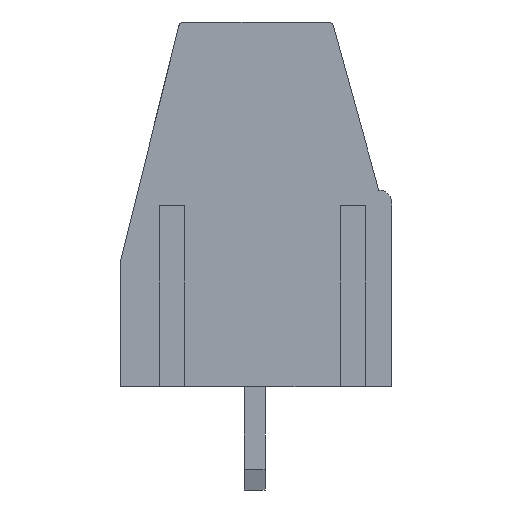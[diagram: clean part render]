
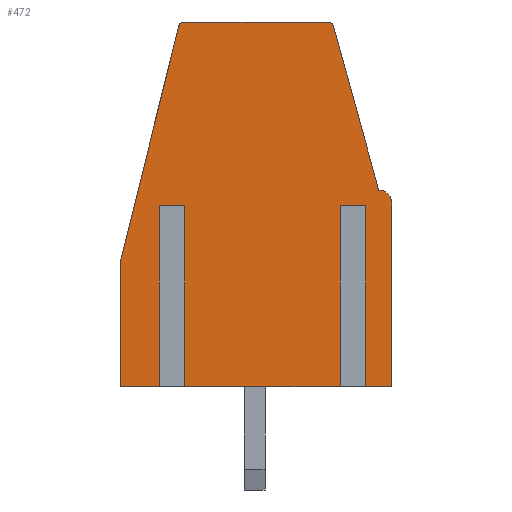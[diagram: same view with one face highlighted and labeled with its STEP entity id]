
A CAD part, left-side view. The second image highlights one B-rep face of the part: STEP entity #472.
In plain terms, the highlighted planar face has unit normal (-1, 0, 0).
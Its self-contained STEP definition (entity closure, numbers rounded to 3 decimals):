
#311 = VECTOR ( 'NONE', #20923, 1000. ) ;
#472 = ADVANCED_FACE ( 'NONE', ( #23504 ), #19803, .F. ) ;
#659 = DIRECTION ( 'NONE',  ( -1., 0., 0. ) ) ;
#1119 = LINE ( 'NONE', #16644, #2200 ) ;
#1159 = CARTESIAN_POINT ( 'NONE',  ( -4.336, -5.131, 20.15 ) ) ;
#1171 = VERTEX_POINT ( 'NONE', #21462 ) ;
#1259 = ORIENTED_EDGE ( 'NONE', *, *, #23784, .F. ) ;
#1273 = EDGE_CURVE ( 'NONE', #9409, #7140, #4365, .T. ) ;
#2019 = CARTESIAN_POINT ( 'NONE',  ( -4.336, -5.131, 13.05 ) ) ;
#2200 = VECTOR ( 'NONE', #24270, 1000. ) ;
#2305 = VECTOR ( 'NONE', #13019, 1000. ) ;
#2313 = ORIENTED_EDGE ( 'NONE', *, *, #8926, .T. ) ;
#2793 = EDGE_CURVE ( 'NONE', #3462, #24457, #4183, .T. ) ;
#2814 = ORIENTED_EDGE ( 'NONE', *, *, #18352, .T. ) ;
#2979 = CARTESIAN_POINT ( 'NONE',  ( -4.336, -3.364, 20.05 ) ) ;
#3052 = VECTOR ( 'NONE', #18985, 1000. ) ;
#3385 = VECTOR ( 'NONE', #6848, 1000. ) ;
#3462 = VERTEX_POINT ( 'NONE', #1159 ) ;
#3830 = CARTESIAN_POINT ( 'NONE',  ( -4.336, 2.912, 26.95 ) ) ;
#3950 = CARTESIAN_POINT ( 'NONE',  ( -4.336, 5.369, 17.85 ) ) ;
#3953 = VECTOR ( 'NONE', #18153, 1000. ) ;
#3971 = DIRECTION ( 'NONE',  ( -1., 0., 0. ) ) ;
#3991 = VECTOR ( 'NONE', #5098, 1000. ) ;
#4183 = CIRCLE ( 'NONE', #8207, 0.5 ) ;
#4201 = DIRECTION ( 'NONE',  ( 0., 0., -1. ) ) ;
#4365 = LINE ( 'NONE', #6735, #3385 ) ;
#4398 = CARTESIAN_POINT ( 'NONE',  ( -4.336, -2.679, 26.95 ) ) ;
#4453 = ORIENTED_EDGE ( 'NONE', *, *, #15513, .T. ) ;
#4533 = CARTESIAN_POINT ( 'NONE',  ( -4.336, -2.872, 27.003 ) ) ;
#4608 = LINE ( 'NONE', #12204, #12663 ) ;
#4610 = DIRECTION ( 'NONE',  ( -1., 0., 0. ) ) ;
#5096 = EDGE_CURVE ( 'NONE', #12927, #18743, #5233, .T. ) ;
#5098 = DIRECTION ( 'NONE',  ( 0., 0., -1. ) ) ;
#5233 = LINE ( 'NONE', #20583, #3991 ) ;
#5811 = ORIENTED_EDGE ( 'NONE', *, *, #20364, .F. ) ;
#6019 = EDGE_CURVE ( 'NONE', #1171, #6078, #16828, .T. ) ;
#6078 = VERTEX_POINT ( 'NONE', #20951 ) ;
#6181 = EDGE_CURVE ( 'NONE', #21636, #24389, #21707, .T. ) ;
#6197 = DIRECTION ( 'NONE',  ( 1., 0., 0. ) ) ;
#6255 = CARTESIAN_POINT ( 'NONE',  ( -4.336, -2.831, 27.15 ) ) ;
#6357 = EDGE_CURVE ( 'NONE', #22276, #12927, #13402, .T. ) ;
#6372 = ORIENTED_EDGE ( 'NONE', *, *, #6019, .T. ) ;
#6378 = VERTEX_POINT ( 'NONE', #2019 ) ;
#6735 = CARTESIAN_POINT ( 'NONE',  ( -4.336, -3.364, 20.05 ) ) ;
#6754 = VECTOR ( 'NONE', #7239, 1000. ) ;
#6797 = CARTESIAN_POINT ( 'NONE',  ( -4.336, 3.636, 20.05 ) ) ;
#6848 = DIRECTION ( 'NONE',  ( 0., 0., -1. ) ) ;
#7023 = CARTESIAN_POINT ( 'NONE',  ( -4.336, 5.369, 13.05 ) ) ;
#7082 = ORIENTED_EDGE ( 'NONE', *, *, #13853, .F. ) ;
#7140 = VERTEX_POINT ( 'NONE', #8614 ) ;
#7239 = DIRECTION ( 'NONE',  ( 0., 0., -1. ) ) ;
#7499 = ORIENTED_EDGE ( 'NONE', *, *, #22694, .T. ) ;
#7574 = CIRCLE ( 'NONE', #9183, 0.2 ) ;
#7776 = CARTESIAN_POINT ( 'NONE',  ( -4.336, 3.102, 13.05 ) ) ;
#8207 = AXIS2_PLACEMENT_3D ( 'NONE', #21823, #659, #23824 ) ;
#8614 = CARTESIAN_POINT ( 'NONE',  ( -4.336, -3.364, 13.05 ) ) ;
#8626 = DIRECTION ( 'NONE',  ( 0., 1., 0. ) ) ;
#8698 = DIRECTION ( 'NONE',  ( 0., -1., 0. ) ) ;
#8926 = EDGE_CURVE ( 'NONE', #9853, #17936, #21868, .T. ) ;
#8992 = VERTEX_POINT ( 'NONE', #21216 ) ;
#9080 = VECTOR ( 'NONE', #8698, 1000. ) ;
#9183 = AXIS2_PLACEMENT_3D ( 'NONE', #4398, #4610, #8626 ) ;
#9213 = ORIENTED_EDGE ( 'NONE', *, *, #1273, .F. ) ;
#9409 = VERTEX_POINT ( 'NONE', #2979 ) ;
#9563 = LINE ( 'NONE', #19156, #21214 ) ;
#9622 = ORIENTED_EDGE ( 'NONE', *, *, #6357, .T. ) ;
#9762 = DIRECTION ( 'NONE',  ( 0., 1., 0. ) ) ;
#9853 = VERTEX_POINT ( 'NONE', #13024 ) ;
#10848 = CARTESIAN_POINT ( 'NONE',  ( -4.336, 5.369, 27.15 ) ) ;
#11080 = DIRECTION ( 'NONE',  ( 0., -1., 0. ) ) ;
#11562 = ORIENTED_EDGE ( 'NONE', *, *, #2793, .T. ) ;
#12204 = CARTESIAN_POINT ( 'NONE',  ( -4.336, 5.369, 13.05 ) ) ;
#12433 = AXIS2_PLACEMENT_3D ( 'NONE', #13633, #6197, #21523 ) ;
#12663 = VECTOR ( 'NONE', #19649, 1000. ) ;
#12721 = EDGE_CURVE ( 'NONE', #18743, #7140, #4608, .T. ) ;
#12824 = VECTOR ( 'NONE', #13952, 1000. ) ;
#12927 = VERTEX_POINT ( 'NONE', #24695 ) ;
#13019 = DIRECTION ( 'NONE',  ( 0., -1., 0. ) ) ;
#13024 = CARTESIAN_POINT ( 'NONE',  ( -4.336, 2.912, 27.15 ) ) ;
#13172 = CARTESIAN_POINT ( 'NONE',  ( -4.336, -2.679, 27.15 ) ) ;
#13373 = EDGE_CURVE ( 'NONE', #3462, #6378, #1119, .T. ) ;
#13402 = LINE ( 'NONE', #16927, #311 ) ;
#13633 = CARTESIAN_POINT ( 'NONE',  ( -4.336, 5.369, 27.15 ) ) ;
#13853 = EDGE_CURVE ( 'NONE', #22276, #8992, #24309, .T. ) ;
#13952 = DIRECTION ( 'NONE',  ( 0., -0.267, -0.964 ) ) ;
#14004 = ORIENTED_EDGE ( 'NONE', *, *, #13373, .F. ) ;
#14390 = VECTOR ( 'NONE', #4201, 1000. ) ;
#14438 = DIRECTION ( 'NONE',  ( 0., 0., -1. ) ) ;
#14907 = LINE ( 'NONE', #10848, #2305 ) ;
#14967 = EDGE_LOOP ( 'NONE', ( #20645, #2313, #5811, #18519, #4453, #7082, #9622, #18203, #16616, #9213, #2814, #6372, #7499, #14004, #11562, #1259, #20113 ) ) ;
#15513 = EDGE_CURVE ( 'NONE', #24389, #8992, #9563, .T. ) ;
#15956 = LINE ( 'NONE', #6255, #12824 ) ;
#15990 = LINE ( 'NONE', #23738, #3953 ) ;
#16284 = CARTESIAN_POINT ( 'NONE',  ( -4.336, -3.898, 20.05 ) ) ;
#16314 = CARTESIAN_POINT ( 'NONE',  ( -4.336, 3.636, 20.05 ) ) ;
#16616 = ORIENTED_EDGE ( 'NONE', *, *, #12721, .T. ) ;
#16644 = CARTESIAN_POINT ( 'NONE',  ( -4.336, -5.131, 27.15 ) ) ;
#16828 = LINE ( 'NONE', #24467, #6754 ) ;
#16927 = CARTESIAN_POINT ( 'NONE',  ( -4.336, 3.102, 20.05 ) ) ;
#17385 = VERTEX_POINT ( 'NONE', #13172 ) ;
#17403 = CARTESIAN_POINT ( 'NONE',  ( -4.336, -4.631, 20.65 ) ) ;
#17516 = AXIS2_PLACEMENT_3D ( 'NONE', #3830, #3971, #9762 ) ;
#17936 = VERTEX_POINT ( 'NONE', #22129 ) ;
#18153 = DIRECTION ( 'NONE',  ( 0., -0.24, 0.971 ) ) ;
#18203 = ORIENTED_EDGE ( 'NONE', *, *, #5096, .T. ) ;
#18224 = LINE ( 'NONE', #16284, #9080 ) ;
#18352 = EDGE_CURVE ( 'NONE', #9409, #1171, #18224, .T. ) ;
#18519 = ORIENTED_EDGE ( 'NONE', *, *, #6181, .T. ) ;
#18743 = VERTEX_POINT ( 'NONE', #7776 ) ;
#18985 = DIRECTION ( 'NONE',  ( 0., -1., 0. ) ) ;
#19156 = CARTESIAN_POINT ( 'NONE',  ( -4.336, 5.369, 13.05 ) ) ;
#19649 = DIRECTION ( 'NONE',  ( 0., -1., 0. ) ) ;
#19803 = PLANE ( 'NONE',  #12433 ) ;
#19850 = CARTESIAN_POINT ( 'NONE',  ( -4.336, 5.369, 27.15 ) ) ;
#19884 = EDGE_CURVE ( 'NONE', #9853, #17385, #14907, .T. ) ;
#20113 = ORIENTED_EDGE ( 'NONE', *, *, #20330, .T. ) ;
#20330 = EDGE_CURVE ( 'NONE', #24330, #17385, #7574, .T. ) ;
#20364 = EDGE_CURVE ( 'NONE', #21636, #17936, #15990, .T. ) ;
#20583 = CARTESIAN_POINT ( 'NONE',  ( -4.336, 3.102, 20.05 ) ) ;
#20645 = ORIENTED_EDGE ( 'NONE', *, *, #19884, .F. ) ;
#20923 = DIRECTION ( 'NONE',  ( 0., -1., 0. ) ) ;
#20951 = CARTESIAN_POINT ( 'NONE',  ( -4.336, -3.898, 13.05 ) ) ;
#21214 = VECTOR ( 'NONE', #11080, 1000. ) ;
#21216 = CARTESIAN_POINT ( 'NONE',  ( -4.336, 3.636, 13.05 ) ) ;
#21462 = CARTESIAN_POINT ( 'NONE',  ( -4.336, -3.898, 20.05 ) ) ;
#21523 = DIRECTION ( 'NONE',  ( 0., 1., 0. ) ) ;
#21636 = VERTEX_POINT ( 'NONE', #3950 ) ;
#21707 = LINE ( 'NONE', #19850, #14390 ) ;
#21823 = CARTESIAN_POINT ( 'NONE',  ( -4.336, -4.631, 20.15 ) ) ;
#21868 = CIRCLE ( 'NONE', #17516, 0.2 ) ;
#21912 = VECTOR ( 'NONE', #14438, 1000. ) ;
#22129 = CARTESIAN_POINT ( 'NONE',  ( -4.336, 3.107, 26.998 ) ) ;
#22276 = VERTEX_POINT ( 'NONE', #6797 ) ;
#22694 = EDGE_CURVE ( 'NONE', #6078, #6378, #22830, .T. ) ;
#22830 = LINE ( 'NONE', #24834, #3052 ) ;
#23504 = FACE_OUTER_BOUND ( 'NONE', #14967, .T. ) ;
#23738 = CARTESIAN_POINT ( 'NONE',  ( -4.336, 3.069, 27.15 ) ) ;
#23784 = EDGE_CURVE ( 'NONE', #24330, #24457, #15956, .T. ) ;
#23824 = DIRECTION ( 'NONE',  ( 0., 1., 0. ) ) ;
#24270 = DIRECTION ( 'NONE',  ( 0., 0., -1. ) ) ;
#24309 = LINE ( 'NONE', #16314, #21912 ) ;
#24330 = VERTEX_POINT ( 'NONE', #4533 ) ;
#24389 = VERTEX_POINT ( 'NONE', #7023 ) ;
#24457 = VERTEX_POINT ( 'NONE', #17403 ) ;
#24467 = CARTESIAN_POINT ( 'NONE',  ( -4.336, -3.898, 20.05 ) ) ;
#24695 = CARTESIAN_POINT ( 'NONE',  ( -4.336, 3.102, 20.05 ) ) ;
#24834 = CARTESIAN_POINT ( 'NONE',  ( -4.336, 5.369, 13.05 ) ) ;
